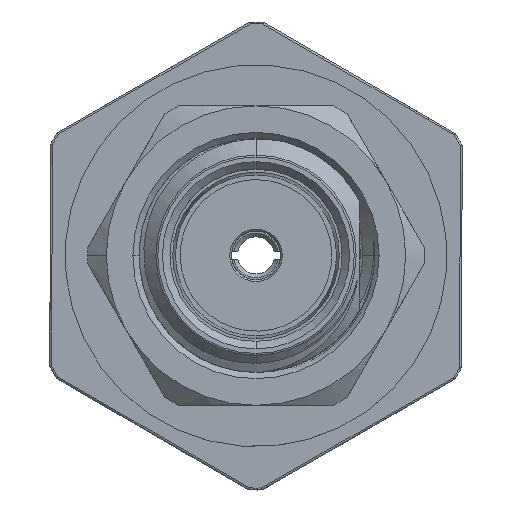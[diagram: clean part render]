
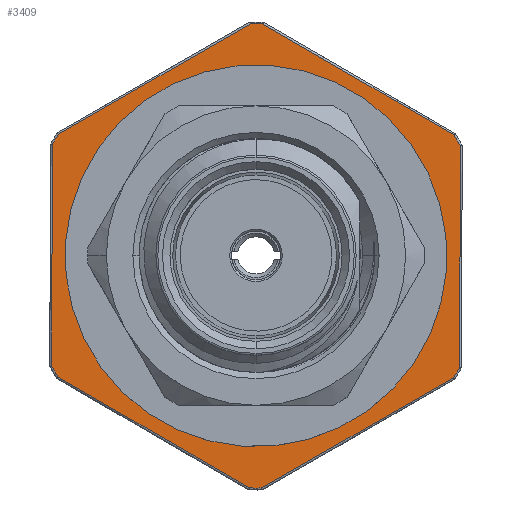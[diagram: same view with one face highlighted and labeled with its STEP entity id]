
A CAD part, top view. The second image highlights one B-rep face of the part: STEP entity #3409.
In plain terms, the highlighted planar face has unit normal (0, 0, 1).
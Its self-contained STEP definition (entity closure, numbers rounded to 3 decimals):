
#257 = DIRECTION ( 'NONE',  ( 0., -1., 0. ) ) ;
#358 = DIRECTION ( 'NONE',  ( -0.865, 0.502, 0. ) ) ;
#447 = EDGE_CURVE ( 'NONE', #16107, #6137, #16159, .T. ) ;
#516 = AXIS2_PLACEMENT_3D ( 'NONE', #1566, #13104, #257 ) ;
#826 = VERTEX_POINT ( 'NONE', #10055 ) ;
#853 = DIRECTION ( 'NONE',  ( 0., 0., -1. ) ) ;
#921 = ORIENTED_EDGE ( 'NONE', *, *, #11387, .T. ) ;
#1000 = CARTESIAN_POINT ( 'NONE',  ( -5.442, 2.97, 9.7 ) ) ;
#1425 = LINE ( 'NONE', #15521, #7394 ) ;
#1566 = CARTESIAN_POINT ( 'NONE',  ( 0., 0., 9.7 ) ) ;
#1607 = ORIENTED_EDGE ( 'NONE', *, *, #9803, .T. ) ;
#2019 = VERTEX_POINT ( 'NONE', #14306 ) ;
#2063 = EDGE_CURVE ( 'NONE', #13767, #2019, #11406, .T. ) ;
#2149 = DIRECTION ( 'NONE',  ( 0., 0., 1. ) ) ;
#2215 = CARTESIAN_POINT ( 'NONE',  ( 5.442, -2.97, 9.7 ) ) ;
#2590 = CARTESIAN_POINT ( 'NONE',  ( 5.276, -3.256, 9.7 ) ) ;
#2645 = CARTESIAN_POINT ( 'NONE',  ( 0., -4.9, 9.7 ) ) ;
#3006 = VERTEX_POINT ( 'NONE', #5282 ) ;
#3127 = CARTESIAN_POINT ( 'NONE',  ( -0.597, 5.941, 9.7 ) ) ;
#3172 = DIRECTION ( 'NONE',  ( 0., 0., -1. ) ) ;
#3409 = ADVANCED_FACE ( 'NONE', ( #11162, #6187 ), #12233, .T. ) ;
#3426 = ORIENTED_EDGE ( 'NONE', *, *, #447, .T. ) ;
#3513 = VERTEX_POINT ( 'NONE', #2590 ) ;
#3805 = ORIENTED_EDGE ( 'NONE', *, *, #12603, .T. ) ;
#3871 = LINE ( 'NONE', #11661, #5008 ) ;
#4033 = DIRECTION ( 'NONE',  ( 0., 0., 1. ) ) ;
#4037 = CARTESIAN_POINT ( 'NONE',  ( 0., 0., 9.7 ) ) ;
#4056 = CIRCLE ( 'NONE', #7221, 6.2 ) ;
#4147 = CARTESIAN_POINT ( 'NONE',  ( 5.463, 4.885, 9.7 ) ) ;
#4445 = DIRECTION ( 'NONE',  ( 0., 1., 0. ) ) ;
#4746 = CARTESIAN_POINT ( 'NONE',  ( 0., 0., 9.7 ) ) ;
#4754 = CARTESIAN_POINT ( 'NONE',  ( 0.182, 6.197, 9.7 ) ) ;
#4871 = DIRECTION ( 'NONE',  ( 0., -1., 0. ) ) ;
#4877 = EDGE_LOOP ( 'NONE', ( #14697, #3426 ) ) ;
#5000 = LINE ( 'NONE', #15275, #13335 ) ;
#5008 = VECTOR ( 'NONE', #7686, 1000. ) ;
#5047 = VERTEX_POINT ( 'NONE', #13707 ) ;
#5269 = AXIS2_PLACEMENT_3D ( 'NONE', #12286, #12120, #16261 ) ;
#5282 = CARTESIAN_POINT ( 'NONE',  ( -5.294, -3.228, 9.7 ) ) ;
#5381 = AXIS2_PLACEMENT_3D ( 'NONE', #9967, #13871, #12698 ) ;
#5394 = DIRECTION ( 'NONE',  ( 0.003, 1., 0. ) ) ;
#5508 = ORIENTED_EDGE ( 'NONE', *, *, #15580, .T. ) ;
#5716 = DIRECTION ( 'NONE',  ( -0.867, -0.498, 0. ) ) ;
#5723 = EDGE_CURVE ( 'NONE', #12150, #15956, #9442, .T. ) ;
#5842 = DIRECTION ( 'NONE',  ( 0., 1., 0. ) ) ;
#5932 = ORIENTED_EDGE ( 'NONE', *, *, #11803, .T. ) ;
#6004 = CARTESIAN_POINT ( 'NONE',  ( 4.828, -3.513, 9.7 ) ) ;
#6137 = VERTEX_POINT ( 'NONE', #7398 ) ;
#6187 = FACE_BOUND ( 'NONE', #4877, .T. ) ;
#6247 = LINE ( 'NONE', #6004, #15809 ) ;
#6287 = CARTESIAN_POINT ( 'NONE',  ( 5.458, 2.941, 9.7 ) ) ;
#6417 = VECTOR ( 'NONE', #5716, 1000. ) ;
#6463 = EDGE_CURVE ( 'NONE', #14191, #12150, #6959, .T. ) ;
#6735 = CARTESIAN_POINT ( 'NONE',  ( 0., 0., 9.7 ) ) ;
#6874 = CIRCLE ( 'NONE', #516, 6.2 ) ;
#6916 = EDGE_CURVE ( 'NONE', #2019, #826, #11205, .T. ) ;
#6959 = CIRCLE ( 'NONE', #10133, 6.2 ) ;
#7013 = ORIENTED_EDGE ( 'NONE', *, *, #6916, .T. ) ;
#7176 = DIRECTION ( 'NONE',  ( 0., 0., 1. ) ) ;
#7221 = AXIS2_PLACEMENT_3D ( 'NONE', #15382, #4033, #10075 ) ;
#7241 = EDGE_CURVE ( 'NONE', #7406, #7696, #12939, .T. ) ;
#7394 = VECTOR ( 'NONE', #358, 1000. ) ;
#7398 = CARTESIAN_POINT ( 'NONE',  ( 0., 4.9, 9.7 ) ) ;
#7406 = VERTEX_POINT ( 'NONE', #2215 ) ;
#7686 = DIRECTION ( 'NONE',  ( 0.865, -0.502, 0. ) ) ;
#7696 = VERTEX_POINT ( 'NONE', #6287 ) ;
#8036 = EDGE_CURVE ( 'NONE', #6137, #16107, #10417, .T. ) ;
#8246 = ORIENTED_EDGE ( 'NONE', *, *, #2063, .T. ) ;
#8281 = CIRCLE ( 'NONE', #5381, 6.2 ) ;
#8333 = DIRECTION ( 'NONE',  ( 0., -1., 0. ) ) ;
#8360 = EDGE_CURVE ( 'NONE', #15889, #5047, #5000, .T. ) ;
#8709 = EDGE_LOOP ( 'NONE', ( #15450, #1607, #3805, #8246, #7013, #5508, #921, #9943, #11137, #5932, #10225, #10910, #15688 ) ) ;
#9001 = AXIS2_PLACEMENT_3D ( 'NONE', #14461, #3172, #4445 ) ;
#9442 = LINE ( 'NONE', #3127, #6417 ) ;
#9626 = AXIS2_PLACEMENT_3D ( 'NONE', #9727, #853, #5842 ) ;
#9727 = CARTESIAN_POINT ( 'NONE',  ( 0., 0., 9.7 ) ) ;
#9759 = CIRCLE ( 'NONE', #5269, 6.2 ) ;
#9803 = EDGE_CURVE ( 'NONE', #5047, #3006, #8281, .T. ) ;
#9830 = AXIS2_PLACEMENT_3D ( 'NONE', #10914, #15965, #4871 ) ;
#9943 = ORIENTED_EDGE ( 'NONE', *, *, #7241, .T. ) ;
#9967 = CARTESIAN_POINT ( 'NONE',  ( 0., 0., 9.7 ) ) ;
#10049 = DIRECTION ( 'NONE',  ( -0.003, -1., 0. ) ) ;
#10055 = CARTESIAN_POINT ( 'NONE',  ( 0.149, -6.198, 9.7 ) ) ;
#10075 = DIRECTION ( 'NONE',  ( 0., -1., 0. ) ) ;
#10133 = AXIS2_PLACEMENT_3D ( 'NONE', #6735, #13114, #10460 ) ;
#10225 = ORIENTED_EDGE ( 'NONE', *, *, #6463, .T. ) ;
#10307 = VERTEX_POINT ( 'NONE', #13577 ) ;
#10417 = CIRCLE ( 'NONE', #9626, 4.9 ) ;
#10460 = DIRECTION ( 'NONE',  ( 0., -1., 0. ) ) ;
#10581 = EDGE_CURVE ( 'NONE', #7696, #10307, #4056, .T. ) ;
#10910 = ORIENTED_EDGE ( 'NONE', *, *, #5723, .T. ) ;
#10914 = CARTESIAN_POINT ( 'NONE',  ( 0., 4.9, 9.7 ) ) ;
#11124 = DIRECTION ( 'NONE',  ( 0., -1., 0. ) ) ;
#11137 = ORIENTED_EDGE ( 'NONE', *, *, #10581, .T. ) ;
#11162 = FACE_OUTER_BOUND ( 'NONE', #8709, .T. ) ;
#11205 = CIRCLE ( 'NONE', #15171, 6.2 ) ;
#11218 = CARTESIAN_POINT ( 'NONE',  ( -5.276, 3.256, 9.7 ) ) ;
#11303 = DIRECTION ( 'NONE',  ( 0.867, 0.498, 0. ) ) ;
#11387 = EDGE_CURVE ( 'NONE', #3513, #7406, #9759, .T. ) ;
#11406 = CIRCLE ( 'NONE', #15917, 6.2 ) ;
#11661 = CARTESIAN_POINT ( 'NONE',  ( -4.866, -3.476, 9.7 ) ) ;
#11803 = EDGE_CURVE ( 'NONE', #10307, #14191, #1425, .T. ) ;
#11925 = CARTESIAN_POINT ( 'NONE',  ( -0.149, 6.198, 9.7 ) ) ;
#12120 = DIRECTION ( 'NONE',  ( 0., 0., 1. ) ) ;
#12150 = VERTEX_POINT ( 'NONE', #11925 ) ;
#12233 = PLANE ( 'NONE',  #9830 ) ;
#12286 = CARTESIAN_POINT ( 'NONE',  ( 0., 0., 9.7 ) ) ;
#12603 = EDGE_CURVE ( 'NONE', #3006, #13767, #3871, .T. ) ;
#12698 = DIRECTION ( 'NONE',  ( 0., -1., 0. ) ) ;
#12939 = LINE ( 'NONE', #4147, #15687 ) ;
#13104 = DIRECTION ( 'NONE',  ( 0., 0., 1. ) ) ;
#13114 = DIRECTION ( 'NONE',  ( 0., 0., 1. ) ) ;
#13335 = VECTOR ( 'NONE', #10049, 1000. ) ;
#13577 = CARTESIAN_POINT ( 'NONE',  ( 5.294, 3.228, 9.7 ) ) ;
#13707 = CARTESIAN_POINT ( 'NONE',  ( -5.458, -2.941, 9.7 ) ) ;
#13760 = EDGE_CURVE ( 'NONE', #15956, #15889, #6874, .T. ) ;
#13767 = VERTEX_POINT ( 'NONE', #15663 ) ;
#13871 = DIRECTION ( 'NONE',  ( 0., 0., 1. ) ) ;
#14191 = VERTEX_POINT ( 'NONE', #4754 ) ;
#14306 = CARTESIAN_POINT ( 'NONE',  ( 0., -6.2, 9.7 ) ) ;
#14461 = CARTESIAN_POINT ( 'NONE',  ( 0., 0., 9.7 ) ) ;
#14697 = ORIENTED_EDGE ( 'NONE', *, *, #8036, .T. ) ;
#15171 = AXIS2_PLACEMENT_3D ( 'NONE', #4746, #2149, #11124 ) ;
#15275 = CARTESIAN_POINT ( 'NONE',  ( -5.437, 4.915, 9.7 ) ) ;
#15382 = CARTESIAN_POINT ( 'NONE',  ( 0., 0., 9.7 ) ) ;
#15450 = ORIENTED_EDGE ( 'NONE', *, *, #8360, .T. ) ;
#15521 = CARTESIAN_POINT ( 'NONE',  ( 0.609, 5.949, 9.7 ) ) ;
#15580 = EDGE_CURVE ( 'NONE', #826, #3513, #6247, .T. ) ;
#15663 = CARTESIAN_POINT ( 'NONE',  ( -0.182, -6.197, 9.7 ) ) ;
#15687 = VECTOR ( 'NONE', #5394, 1000. ) ;
#15688 = ORIENTED_EDGE ( 'NONE', *, *, #13760, .T. ) ;
#15809 = VECTOR ( 'NONE', #11303, 1000. ) ;
#15889 = VERTEX_POINT ( 'NONE', #1000 ) ;
#15917 = AXIS2_PLACEMENT_3D ( 'NONE', #4037, #7176, #8333 ) ;
#15956 = VERTEX_POINT ( 'NONE', #11218 ) ;
#15965 = DIRECTION ( 'NONE',  ( 0., 0., 1. ) ) ;
#16107 = VERTEX_POINT ( 'NONE', #2645 ) ;
#16159 = CIRCLE ( 'NONE', #9001, 4.9 ) ;
#16261 = DIRECTION ( 'NONE',  ( 0., -1., 0. ) ) ;
